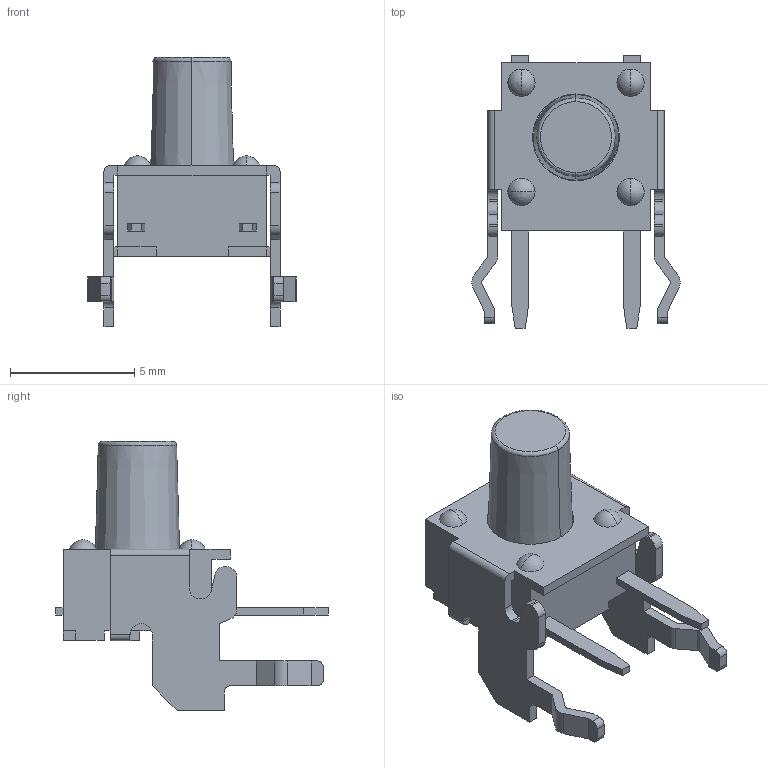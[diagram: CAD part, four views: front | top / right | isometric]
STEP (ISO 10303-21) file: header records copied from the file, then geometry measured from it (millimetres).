
FILE_DESCRIPTION (( 'STEP AP214' ), '1' );
FILE_NAME ('TL1105MF160Q.STEP', '2023-03-07T03:30:11', ( '' ), ( '' ), 'SwSTEP 2.0', 'SolidWorks 2017', '' );
FILE_SCHEMA (( 'AUTOMOTIVE_DESIGN' ));
Length unit declared in the file: millimetre
Products named in the file (2): TL1105MF160Q_TL1105MF160Q; TL1105MF160Q
Assembly tree (1 placements, depth 2):
  TL1105MF160Q
    TL1105MF160Q_TL1105MF160Q
Bounding box: 8.4 x 11 x 10.85 mm (x, y, z)
Volume: 159.8 mm3; surface area: 478.3 mm2
Topology: 1 solids, 2 shells, 269 faces, 729 edges, 471 vertices
Faces by surface type: plane 172, cylinder 76, torus 10, bspline 9, cone 2
Entity records: 8540 total; most frequent: CARTESIAN_POINT 1767, ORIENTED_EDGE 1438, DIRECTION 1344, EDGE_CURVE 719, LINE 544, VECTOR 544, VERTEX_POINT 471, AXIS2_PLACEMENT_3D 400
